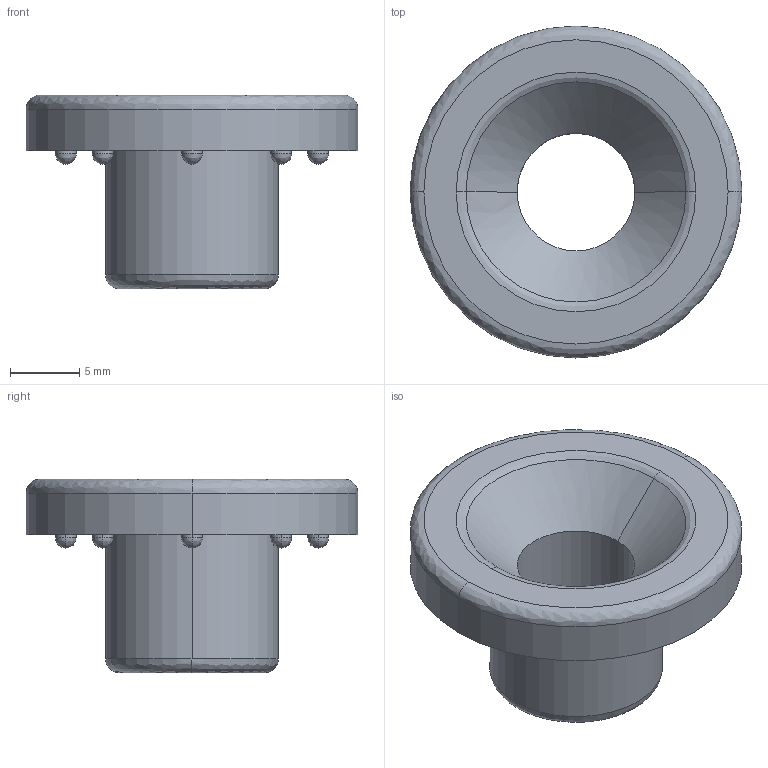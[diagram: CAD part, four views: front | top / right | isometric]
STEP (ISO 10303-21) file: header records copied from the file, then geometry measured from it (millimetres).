
FILE_DESCRIPTION(/* description */ (''),/* implementation_level */ '2;1');
FILE_NAME(/* name */ 'Chair Bush Final',/* time_stamp */ '2026-01-29T15:51:09Z',/* author */ (''),/* organization */ (''),/* preprocessor_version */ 'ST-DEVELOPER v19.2',/* originating_system */ 'Rhino 8.21',/* authorisation */ '');
FILE_SCHEMA (('CONFIG_CONTROL_DESIGN'));
Length unit declared in the file: millimetre
Products named in the file (1): Document
Bounding box: 24 x 24 x 14 mm (x, y, z)
Surface area: 1803.7 mm2 (no closed solid volume)
Topology: 0 solids, 0 shells, 57 faces, 228 edges, 212 vertices
Faces by surface type: bspline 24, cylinder 22, plane 11
Entity records: 2324 total; most frequent: CARTESIAN_POINT 973, DIRECTION 365, COMPOSITE_CURVE_SEGMENT 212, AXIS2_PLACEMENT_3D 199, TRIMMED_CURVE 164, CIRCLE 164, CURVE_BOUNDED_SURFACE 57, OUTER_BOUNDARY_CURVE 57
